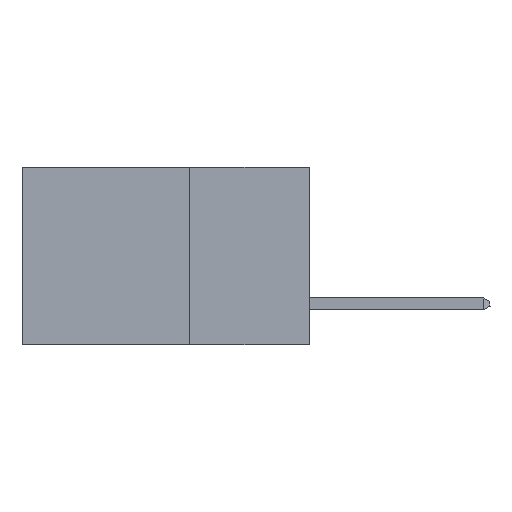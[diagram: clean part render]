
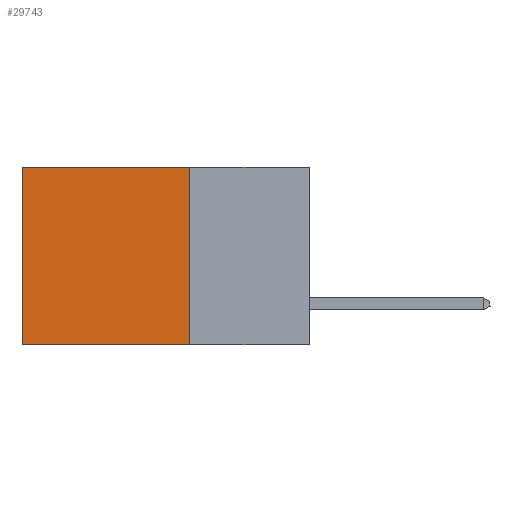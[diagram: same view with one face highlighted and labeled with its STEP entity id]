
A CAD part, left-side view. The second image highlights one B-rep face of the part: STEP entity #29743.
In plain terms, the highlighted planar face has unit normal (-1, 0, 0).
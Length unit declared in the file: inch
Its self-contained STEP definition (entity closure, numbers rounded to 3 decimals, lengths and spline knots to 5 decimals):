
#1344 = PLANE ( 'NONE',  #41257 ) ;
#4086 = CARTESIAN_POINT ( 'NONE',  ( 0.2875, 0.6, 0. ) ) ;
#6851 = VERTEX_POINT ( 'NONE', #43115 ) ;
#8291 = VECTOR ( 'NONE', #44947, 39.37008 ) ;
#8365 = EDGE_CURVE ( 'NONE', #6851, #14632, #18254, .T. ) ;
#10451 = VECTOR ( 'NONE', #23666, 39.37008 ) ;
#13631 = CARTESIAN_POINT ( 'NONE',  ( 0.2875, 0.25, 0. ) ) ;
#14632 = VERTEX_POINT ( 'NONE', #44128 ) ;
#14711 = DIRECTION ( 'NONE',  ( 0., 0., -1. ) ) ;
#15781 = VERTEX_POINT ( 'NONE', #47991 ) ;
#16080 = LINE ( 'NONE', #41602, #8291 ) ;
#18254 = LINE ( 'NONE', #49426, #37434 ) ;
#19800 = EDGE_LOOP ( 'NONE', ( #21548, #47493, #36638, #28011 ) ) ;
#21548 = ORIENTED_EDGE ( 'NONE', *, *, #46274, .T. ) ;
#23666 = DIRECTION ( 'NONE',  ( 0., 0., -1. ) ) ;
#27952 = DIRECTION ( 'NONE',  ( 0., 0., -1. ) ) ;
#28011 = ORIENTED_EDGE ( 'NONE', *, *, #42273, .T. ) ;
#29743 = ADVANCED_FACE ( 'NONE', ( #33935 ), #1344, .F. ) ;
#29802 = DIRECTION ( 'NONE',  ( 0., 1., 0. ) ) ;
#31183 = VECTOR ( 'NONE', #14711, 39.37008 ) ;
#31310 = CARTESIAN_POINT ( 'NONE',  ( 0.2875, 0.25, 0. ) ) ;
#33935 = FACE_OUTER_BOUND ( 'NONE', #19800, .T. ) ;
#36638 = ORIENTED_EDGE ( 'NONE', *, *, #41275, .F. ) ;
#37434 = VECTOR ( 'NONE', #29802, 39.37008 ) ;
#39351 = DIRECTION ( 'NONE',  ( 1., 0., 0. ) ) ;
#41257 = AXIS2_PLACEMENT_3D ( 'NONE', #43380, #39351, #27952 ) ;
#41275 = EDGE_CURVE ( 'NONE', #42253, #6851, #46181, .T. ) ;
#41602 = CARTESIAN_POINT ( 'NONE',  ( 0.2875, 0.25, 0. ) ) ;
#42253 = VERTEX_POINT ( 'NONE', #13631 ) ;
#42273 = EDGE_CURVE ( 'NONE', #42253, #15781, #16080, .T. ) ;
#43115 = CARTESIAN_POINT ( 'NONE',  ( 0.2875, 0.25, -0.37 ) ) ;
#43380 = CARTESIAN_POINT ( 'NONE',  ( 0.2875, 0.25, 0. ) ) ;
#43997 = LINE ( 'NONE', #4086, #10451 ) ;
#44128 = CARTESIAN_POINT ( 'NONE',  ( 0.2875, 0.6, -0.37 ) ) ;
#44947 = DIRECTION ( 'NONE',  ( 0., 1., 0. ) ) ;
#46181 = LINE ( 'NONE', #31310, #31183 ) ;
#46274 = EDGE_CURVE ( 'NONE', #15781, #14632, #43997, .T. ) ;
#47493 = ORIENTED_EDGE ( 'NONE', *, *, #8365, .F. ) ;
#47991 = CARTESIAN_POINT ( 'NONE',  ( 0.2875, 0.6, 0. ) ) ;
#49426 = CARTESIAN_POINT ( 'NONE',  ( 0.2875, 0.25, -0.37 ) ) ;
